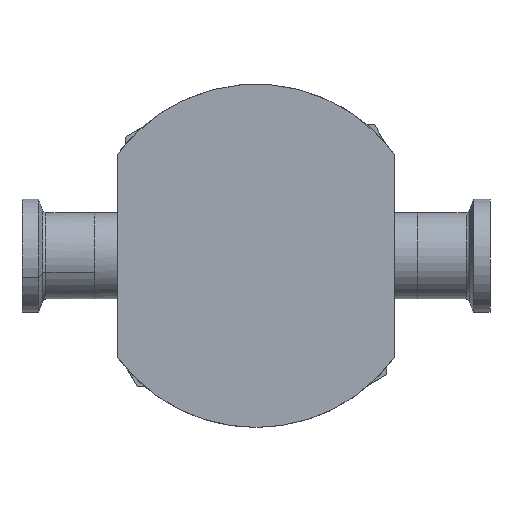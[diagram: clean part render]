
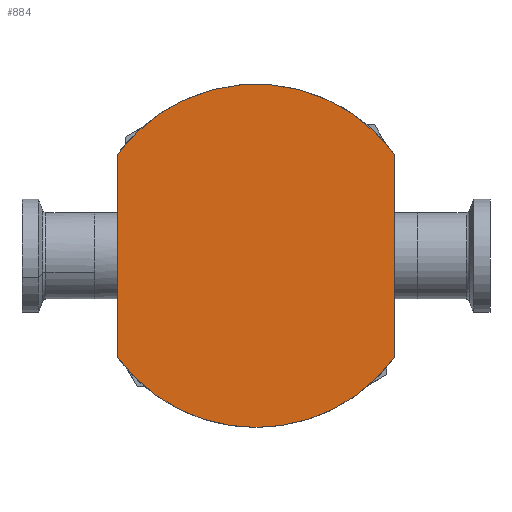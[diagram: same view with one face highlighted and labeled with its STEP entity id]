
A CAD part, front view. The second image highlights one B-rep face of the part: STEP entity #884.
In plain terms, the highlighted planar face has unit normal (0, -1, 0).
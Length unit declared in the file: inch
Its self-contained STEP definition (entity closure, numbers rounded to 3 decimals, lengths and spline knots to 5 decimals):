
#35 = VERTEX_POINT ( 'NONE', #3118 ) ;
#295 = VECTOR ( 'NONE', #3154, 39.37008 ) ;
#314 = PLANE ( 'NONE',  #889 ) ;
#326 = CARTESIAN_POINT ( 'NONE',  ( 0., 0., 0. ) ) ;
#384 = EDGE_CURVE ( 'NONE', #2745, #35, #1524, .T. ) ;
#388 = CARTESIAN_POINT ( 'NONE',  ( 1.201, 0., 0. ) ) ;
#402 = DIRECTION ( 'NONE',  ( 0., 0., -1. ) ) ;
#405 = ORIENTED_EDGE ( 'NONE', *, *, #384, .T. ) ;
#457 = ORIENTED_EDGE ( 'NONE', *, *, #2435, .T. ) ;
#657 = DIRECTION ( 'NONE',  ( 0., -1., 0. ) ) ;
#793 = AXIS2_PLACEMENT_3D ( 'NONE', #1172, #657, #402 ) ;
#870 = DIRECTION ( 'NONE',  ( 0., -1., 0. ) ) ;
#884 = ADVANCED_FACE ( 'NONE', ( #1074 ), #314, .T. ) ;
#889 = AXIS2_PLACEMENT_3D ( 'NONE', #326, #870, #1977 ) ;
#893 = LINE ( 'NONE', #2871, #295 ) ;
#928 = DIRECTION ( 'NONE',  ( 0., 0., 1. ) ) ;
#935 = AXIS2_PLACEMENT_3D ( 'NONE', #2321, #974, #2854 ) ;
#974 = DIRECTION ( 'NONE',  ( 0., -1., 0. ) ) ;
#1004 = VERTEX_POINT ( 'NONE', #3292 ) ;
#1014 = CARTESIAN_POINT ( 'NONE',  ( 1.201, 0., -0.88187 ) ) ;
#1074 = FACE_OUTER_BOUND ( 'NONE', #2337, .T. ) ;
#1172 = CARTESIAN_POINT ( 'NONE',  ( 0., 0., 0. ) ) ;
#1524 = CIRCLE ( 'NONE', #793, 1.49 ) ;
#1740 = CARTESIAN_POINT ( 'NONE',  ( 0., 0., 0. ) ) ;
#1772 = ORIENTED_EDGE ( 'NONE', *, *, #2069, .T. ) ;
#1861 = AXIS2_PLACEMENT_3D ( 'NONE', #1740, #1974, #2261 ) ;
#1943 = LINE ( 'NONE', #388, #2966 ) ;
#1966 = EDGE_CURVE ( 'NONE', #3182, #1004, #3343, .T. ) ;
#1974 = DIRECTION ( 'NONE',  ( 0., -1., 0. ) ) ;
#1977 = DIRECTION ( 'NONE',  ( 0., 0., -1. ) ) ;
#2069 = EDGE_CURVE ( 'NONE', #35, #2197, #2695, .T. ) ;
#2197 = VERTEX_POINT ( 'NONE', #1014 ) ;
#2261 = DIRECTION ( 'NONE',  ( 0., 0., -1. ) ) ;
#2321 = CARTESIAN_POINT ( 'NONE',  ( 0., 0., 0. ) ) ;
#2337 = EDGE_LOOP ( 'NONE', ( #405, #1772, #3351, #2671, #457 ) ) ;
#2435 = EDGE_CURVE ( 'NONE', #1004, #2745, #893, .T. ) ;
#2671 = ORIENTED_EDGE ( 'NONE', *, *, #1966, .T. ) ;
#2695 = CIRCLE ( 'NONE', #935, 1.49 ) ;
#2745 = VERTEX_POINT ( 'NONE', #3116 ) ;
#2854 = DIRECTION ( 'NONE',  ( 0., 0., -1. ) ) ;
#2871 = CARTESIAN_POINT ( 'NONE',  ( -1.201, 0., 0. ) ) ;
#2966 = VECTOR ( 'NONE', #928, 39.37008 ) ;
#3116 = CARTESIAN_POINT ( 'NONE',  ( -1.201, 0., -0.88187 ) ) ;
#3118 = CARTESIAN_POINT ( 'NONE',  ( 0., 0., -1.49 ) ) ;
#3154 = DIRECTION ( 'NONE',  ( 0., 0., -1. ) ) ;
#3182 = VERTEX_POINT ( 'NONE', #3218 ) ;
#3218 = CARTESIAN_POINT ( 'NONE',  ( 1.201, 0., 0.88187 ) ) ;
#3292 = CARTESIAN_POINT ( 'NONE',  ( -1.201, 0., 0.88187 ) ) ;
#3320 = EDGE_CURVE ( 'NONE', #2197, #3182, #1943, .T. ) ;
#3343 = CIRCLE ( 'NONE', #1861, 1.49 ) ;
#3351 = ORIENTED_EDGE ( 'NONE', *, *, #3320, .T. ) ;
